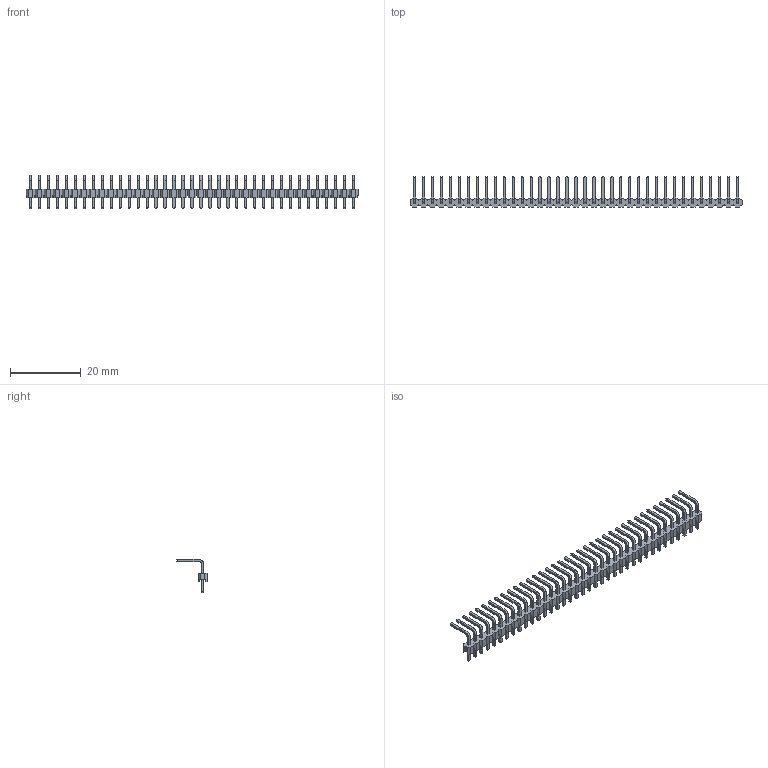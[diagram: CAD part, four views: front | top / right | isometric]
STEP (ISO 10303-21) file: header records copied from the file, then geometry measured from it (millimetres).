
FILE_DESCRIPTION(('STEP AP214'), '1');
FILE_NAME('PLS-RU', '', ('UNSPECIFIED'), ('UNSPECIFIED'), 'ASCON STEP Converter 1.6', 'ASCON Math Kernel', '');
FILE_SCHEMA(('AUTOMOTIVE_DESIGN { 1 0 10303 214 3 1 1}'));
Length unit declared in the file: millimetre
Bounding box: 93.98 x 8.52 x 9.39 mm (x, y, z)
Volume: 634.7 mm3; surface area: 2398.3 mm2
Topology: 1 solids, 1 shells, 1188 faces, 3040 edges, 1928 vertices
Faces by surface type: plane 1114, cylinder 74
Entity records: 44488 total; most frequent: CARTESIAN_POINT 6157, ORIENTED_EDGE 6080, DIRECTION 5566, EDGE_CURVE 3040, LINE 2892, VECTOR 2892, VERTEX_POINT 1928, AXIS2_PLACEMENT_3D 1337
